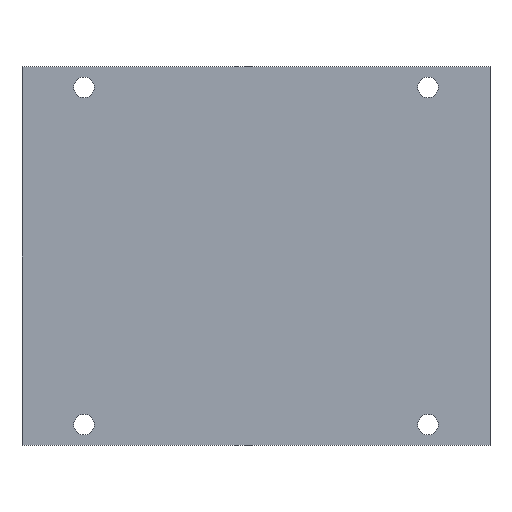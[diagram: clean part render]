
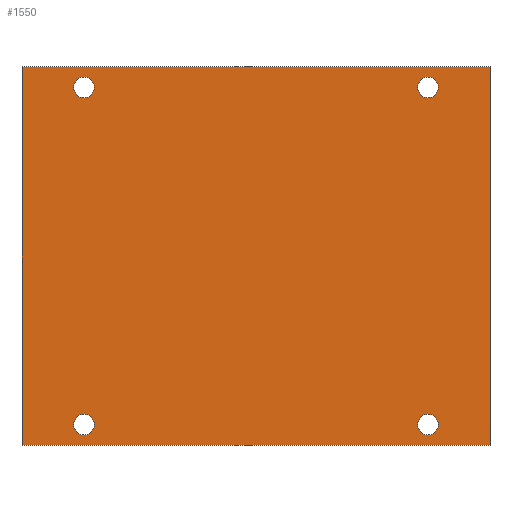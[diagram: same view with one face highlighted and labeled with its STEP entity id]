
A CAD part, front view. The second image highlights one B-rep face of the part: STEP entity #1550.
In plain terms, the highlighted planar face has unit normal (0, -1, 0).
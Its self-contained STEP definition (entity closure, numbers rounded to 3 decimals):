
#12 = CARTESIAN_POINT ( 'NONE',  ( 25., -0.675, 23. ) ) ;
#27 = ORIENTED_EDGE ( 'NONE', *, *, #1174, .F. ) ;
#38 = ORIENTED_EDGE ( 'NONE', *, *, #225, .T. ) ;
#47 = CARTESIAN_POINT ( 'NONE',  ( 34., -0.675, -27.5 ) ) ;
#89 = CARTESIAN_POINT ( 'NONE',  ( 34., -0.675, 27.5 ) ) ;
#105 = VERTEX_POINT ( 'NONE', #1513 ) ;
#124 = DIRECTION ( 'NONE',  ( -1., 0., 0. ) ) ;
#158 = EDGE_CURVE ( 'NONE', #1061, #357, #1503, .T. ) ;
#165 = CARTESIAN_POINT ( 'NONE',  ( -25., -0.675, -24.5 ) ) ;
#169 = DIRECTION ( 'NONE',  ( 0., 0., -1. ) ) ;
#189 = LINE ( 'NONE', #89, #1406 ) ;
#195 = VERTEX_POINT ( 'NONE', #47 ) ;
#200 = VERTEX_POINT ( 'NONE', #697 ) ;
#217 = AXIS2_PLACEMENT_3D ( 'NONE', #1078, #1429, #436 ) ;
#225 = EDGE_CURVE ( 'NONE', #1014, #200, #1211, .T. ) ;
#245 = VERTEX_POINT ( 'NONE', #965 ) ;
#246 = DIRECTION ( 'NONE',  ( 0., 0., -1. ) ) ;
#252 = CIRCLE ( 'NONE', #425, 1.5 ) ;
#259 = ORIENTED_EDGE ( 'NONE', *, *, #298, .T. ) ;
#264 = AXIS2_PLACEMENT_3D ( 'NONE', #580, #460, #1472 ) ;
#283 = EDGE_CURVE ( 'NONE', #105, #1137, #1542, .T. ) ;
#298 = EDGE_CURVE ( 'NONE', #458, #1397, #685, .T. ) ;
#352 = AXIS2_PLACEMENT_3D ( 'NONE', #1393, #770, #1381 ) ;
#357 = VERTEX_POINT ( 'NONE', #625 ) ;
#374 = EDGE_CURVE ( 'NONE', #1137, #495, #1362, .T. ) ;
#375 = CARTESIAN_POINT ( 'NONE',  ( -34., -0.675, -27.5 ) ) ;
#381 = VECTOR ( 'NONE', #1320, 1000. ) ;
#386 = VECTOR ( 'NONE', #616, 1000. ) ;
#395 = EDGE_CURVE ( 'NONE', #357, #1061, #781, .T. ) ;
#415 = CARTESIAN_POINT ( 'NONE',  ( -25., -0.675, 26. ) ) ;
#425 = AXIS2_PLACEMENT_3D ( 'NONE', #620, #749, #246 ) ;
#431 = EDGE_CURVE ( 'NONE', #245, #1081, #621, .T. ) ;
#436 = DIRECTION ( 'NONE',  ( 0., 0., -1. ) ) ;
#450 = AXIS2_PLACEMENT_3D ( 'NONE', #555, #1309, #570 ) ;
#458 = VERTEX_POINT ( 'NONE', #1196 ) ;
#460 = DIRECTION ( 'NONE',  ( 0., 1., 0. ) ) ;
#461 = AXIS2_PLACEMENT_3D ( 'NONE', #1432, #684, #910 ) ;
#465 = CIRCLE ( 'NONE', #960, 1.5 ) ;
#469 = CARTESIAN_POINT ( 'NONE',  ( 34., -0.675, 27.5 ) ) ;
#480 = EDGE_LOOP ( 'NONE', ( #38, #576 ) ) ;
#495 = VERTEX_POINT ( 'NONE', #469 ) ;
#531 = ORIENTED_EDGE ( 'NONE', *, *, #283, .F. ) ;
#555 = CARTESIAN_POINT ( 'NONE',  ( -25., -0.675, -24.5 ) ) ;
#558 = CARTESIAN_POINT ( 'NONE',  ( 0., -0.675, 0. ) ) ;
#566 = EDGE_LOOP ( 'NONE', ( #931, #668 ) ) ;
#570 = DIRECTION ( 'NONE',  ( 0., 0., -1. ) ) ;
#576 = ORIENTED_EDGE ( 'NONE', *, *, #1273, .T. ) ;
#580 = CARTESIAN_POINT ( 'NONE',  ( -25., -0.675, 24.5 ) ) ;
#583 = EDGE_CURVE ( 'NONE', #495, #195, #189, .T. ) ;
#616 = DIRECTION ( 'NONE',  ( 0., 0., 1. ) ) ;
#620 = CARTESIAN_POINT ( 'NONE',  ( -25., -0.675, 24.5 ) ) ;
#621 = CIRCLE ( 'NONE', #450, 1.5 ) ;
#625 = CARTESIAN_POINT ( 'NONE',  ( 25., -0.675, -26. ) ) ;
#668 = ORIENTED_EDGE ( 'NONE', *, *, #395, .T. ) ;
#684 = DIRECTION ( 'NONE',  ( 0., 1., 0. ) ) ;
#685 = CIRCLE ( 'NONE', #352, 1.5 ) ;
#693 = CARTESIAN_POINT ( 'NONE',  ( 25., -0.675, -24.5 ) ) ;
#697 = CARTESIAN_POINT ( 'NONE',  ( -25., -0.675, 23. ) ) ;
#723 = FACE_OUTER_BOUND ( 'NONE', #793, .T. ) ;
#730 = ORIENTED_EDGE ( 'NONE', *, *, #431, .T. ) ;
#747 = ORIENTED_EDGE ( 'NONE', *, *, #1452, .T. ) ;
#749 = DIRECTION ( 'NONE',  ( 0., 1., 0. ) ) ;
#770 = DIRECTION ( 'NONE',  ( 0., 1., 0. ) ) ;
#781 = CIRCLE ( 'NONE', #217, 1.5 ) ;
#793 = EDGE_LOOP ( 'NONE', ( #825, #924, #531, #27 ) ) ;
#796 = LINE ( 'NONE', #375, #1112 ) ;
#825 = ORIENTED_EDGE ( 'NONE', *, *, #583, .F. ) ;
#905 = AXIS2_PLACEMENT_3D ( 'NONE', #693, #1561, #169 ) ;
#910 = DIRECTION ( 'NONE',  ( 0., 0., -1. ) ) ;
#924 = ORIENTED_EDGE ( 'NONE', *, *, #374, .F. ) ;
#931 = ORIENTED_EDGE ( 'NONE', *, *, #158, .T. ) ;
#947 = EDGE_CURVE ( 'NONE', #1397, #458, #1404, .T. ) ;
#960 = AXIS2_PLACEMENT_3D ( 'NONE', #165, #1056, #1298 ) ;
#965 = CARTESIAN_POINT ( 'NONE',  ( -25., -0.675, -23. ) ) ;
#971 = FACE_BOUND ( 'NONE', #566, .T. ) ;
#1014 = VERTEX_POINT ( 'NONE', #415 ) ;
#1056 = DIRECTION ( 'NONE',  ( 0., 1., 0. ) ) ;
#1061 = VERTEX_POINT ( 'NONE', #1193 ) ;
#1078 = CARTESIAN_POINT ( 'NONE',  ( 25., -0.675, -24.5 ) ) ;
#1081 = VERTEX_POINT ( 'NONE', #1563 ) ;
#1089 = DIRECTION ( 'NONE',  ( 0., 0., -1. ) ) ;
#1108 = ORIENTED_EDGE ( 'NONE', *, *, #947, .T. ) ;
#1112 = VECTOR ( 'NONE', #124, 1000. ) ;
#1137 = VERTEX_POINT ( 'NONE', #1200 ) ;
#1157 = DIRECTION ( 'NONE',  ( 0., -1., 0. ) ) ;
#1163 = PLANE ( 'NONE',  #1229 ) ;
#1174 = EDGE_CURVE ( 'NONE', #195, #105, #796, .T. ) ;
#1193 = CARTESIAN_POINT ( 'NONE',  ( 25., -0.675, -23. ) ) ;
#1196 = CARTESIAN_POINT ( 'NONE',  ( 25., -0.675, 26. ) ) ;
#1200 = CARTESIAN_POINT ( 'NONE',  ( -34., -0.675, 27.5 ) ) ;
#1204 = FACE_BOUND ( 'NONE', #1370, .T. ) ;
#1211 = CIRCLE ( 'NONE', #264, 1.5 ) ;
#1229 = AXIS2_PLACEMENT_3D ( 'NONE', #558, #1157, #1292 ) ;
#1234 = FACE_BOUND ( 'NONE', #1450, .T. ) ;
#1239 = CARTESIAN_POINT ( 'NONE',  ( -34., -0.675, 27.5 ) ) ;
#1255 = FACE_BOUND ( 'NONE', #480, .T. ) ;
#1273 = EDGE_CURVE ( 'NONE', #200, #1014, #252, .T. ) ;
#1292 = DIRECTION ( 'NONE',  ( 0., 0., -1. ) ) ;
#1298 = DIRECTION ( 'NONE',  ( 0., 0., -1. ) ) ;
#1309 = DIRECTION ( 'NONE',  ( 0., 1., 0. ) ) ;
#1320 = DIRECTION ( 'NONE',  ( 1., 0., 0. ) ) ;
#1362 = LINE ( 'NONE', #1453, #381 ) ;
#1370 = EDGE_LOOP ( 'NONE', ( #730, #747 ) ) ;
#1381 = DIRECTION ( 'NONE',  ( 0., 0., -1. ) ) ;
#1393 = CARTESIAN_POINT ( 'NONE',  ( 25., -0.675, 24.5 ) ) ;
#1397 = VERTEX_POINT ( 'NONE', #12 ) ;
#1404 = CIRCLE ( 'NONE', #461, 1.5 ) ;
#1406 = VECTOR ( 'NONE', #1089, 1000. ) ;
#1429 = DIRECTION ( 'NONE',  ( 0., 1., 0. ) ) ;
#1432 = CARTESIAN_POINT ( 'NONE',  ( 25., -0.675, 24.5 ) ) ;
#1450 = EDGE_LOOP ( 'NONE', ( #259, #1108 ) ) ;
#1452 = EDGE_CURVE ( 'NONE', #1081, #245, #465, .T. ) ;
#1453 = CARTESIAN_POINT ( 'NONE',  ( -34., -0.675, 27.5 ) ) ;
#1472 = DIRECTION ( 'NONE',  ( 0., 0., -1. ) ) ;
#1503 = CIRCLE ( 'NONE', #905, 1.5 ) ;
#1513 = CARTESIAN_POINT ( 'NONE',  ( -34., -0.675, -27.5 ) ) ;
#1542 = LINE ( 'NONE', #1239, #386 ) ;
#1550 = ADVANCED_FACE ( 'NONE', ( #971, #1234, #1255, #1204, #723 ), #1163, .T. ) ;
#1561 = DIRECTION ( 'NONE',  ( 0., 1., 0. ) ) ;
#1563 = CARTESIAN_POINT ( 'NONE',  ( -25., -0.675, -26. ) ) ;
